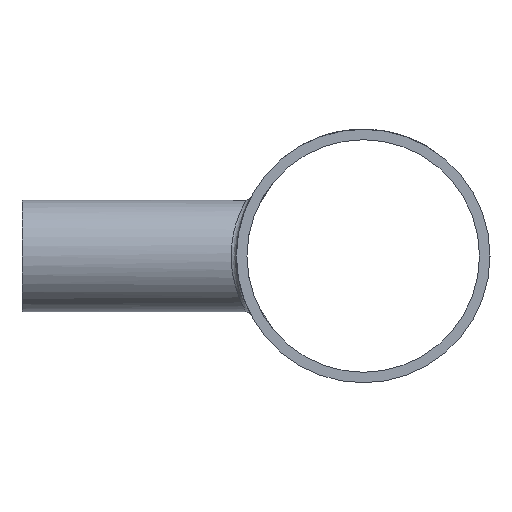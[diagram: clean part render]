
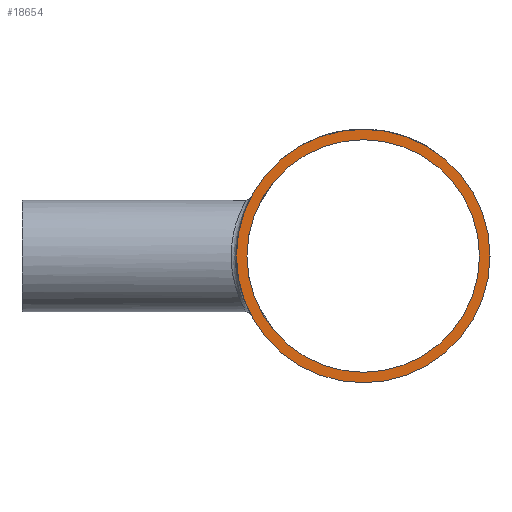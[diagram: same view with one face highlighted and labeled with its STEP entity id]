
A CAD part, left-side view. The second image highlights one B-rep face of the part: STEP entity #18654.
In plain terms, the highlighted planar face has unit normal (-1, 0, 0).
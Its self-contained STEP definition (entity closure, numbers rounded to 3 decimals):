
#1420 = AXIS2_PLACEMENT_3D ( 'NONE', #13626, #11875, #16438 ) ;
#1948 = VERTEX_POINT ( 'NONE', #18051 ) ;
#2396 = EDGE_LOOP ( 'NONE', ( #14906 ) ) ;
#2468 = FACE_OUTER_BOUND ( 'NONE', #2396, .T. ) ;
#2665 = DIRECTION ( 'NONE',  ( 0., 0., 1. ) ) ;
#3849 = CARTESIAN_POINT ( 'NONE',  ( -65., 0., 0. ) ) ;
#6794 = AXIS2_PLACEMENT_3D ( 'NONE', #8044, #9582, #15517 ) ;
#7575 = ORIENTED_EDGE ( 'NONE', *, *, #14431, .F. ) ;
#7971 = CARTESIAN_POINT ( 'NONE',  ( -65., 0., 24.15 ) ) ;
#8044 = CARTESIAN_POINT ( 'NONE',  ( -65., 0., 0. ) ) ;
#8206 = FACE_BOUND ( 'NONE', #11502, .T. ) ;
#8302 = DIRECTION ( 'NONE',  ( -1., 0., 0. ) ) ;
#9582 = DIRECTION ( 'NONE',  ( -1., 0., 0. ) ) ;
#11502 = EDGE_LOOP ( 'NONE', ( #7575 ) ) ;
#11875 = DIRECTION ( 'NONE',  ( -1., 0., 0. ) ) ;
#12854 = PLANE ( 'NONE',  #18493 ) ;
#13626 = CARTESIAN_POINT ( 'NONE',  ( -65., 0., 0. ) ) ;
#14431 = EDGE_CURVE ( 'NONE', #1948, #1948, #18142, .T. ) ;
#14906 = ORIENTED_EDGE ( 'NONE', *, *, #15389, .T. ) ;
#15067 = VERTEX_POINT ( 'NONE', #7971 ) ;
#15389 = EDGE_CURVE ( 'NONE', #15067, #15067, #18200, .T. ) ;
#15517 = DIRECTION ( 'NONE',  ( 0., 0., 1. ) ) ;
#16438 = DIRECTION ( 'NONE',  ( 0., 0., 1. ) ) ;
#18051 = CARTESIAN_POINT ( 'NONE',  ( -65., 0., 22.15 ) ) ;
#18142 = CIRCLE ( 'NONE', #1420, 22.15 ) ;
#18200 = CIRCLE ( 'NONE', #6794, 24.15 ) ;
#18493 = AXIS2_PLACEMENT_3D ( 'NONE', #3849, #8302, #2665 ) ;
#18654 = ADVANCED_FACE ( 'NONE', ( #8206, #2468 ), #12854, .T. ) ;
